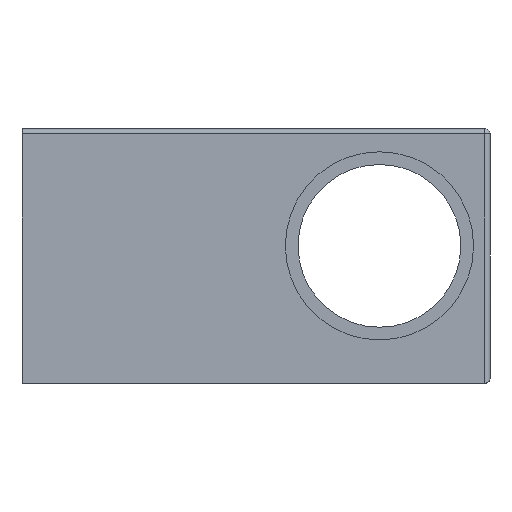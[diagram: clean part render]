
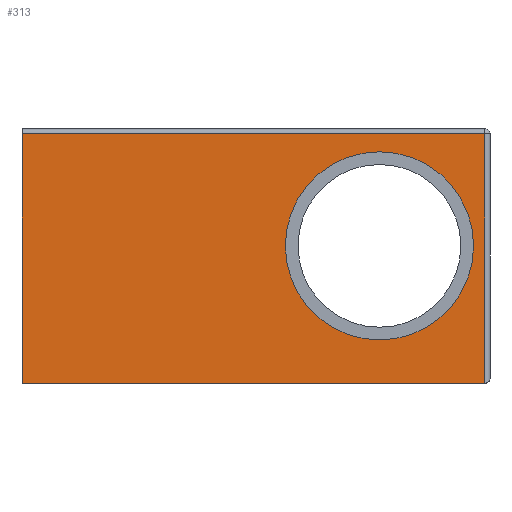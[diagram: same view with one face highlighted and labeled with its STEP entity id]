
A CAD part, front view. The second image highlights one B-rep face of the part: STEP entity #313.
In plain terms, the highlighted planar face has unit normal (0, -1, 0).
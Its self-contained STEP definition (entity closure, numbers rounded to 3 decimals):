
#23=LINE('',#494,#41);
#28=LINE('',#506,#46);
#35=LINE('',#521,#53);
#36=LINE('',#542,#54);
#41=VECTOR('',#395,10.);
#46=VECTOR('',#408,10.);
#53=VECTOR('',#427,10.);
#54=VECTOR('',#456,10.);
#63=PLANE('',#356);
#83=FACE_BOUND('',#137,.T.);
#105=FACE_OUTER_BOUND('',#136,.T.);
#136=EDGE_LOOP('',(#286,#287,#288,#289));
#137=EDGE_LOOP('',(#290));
#154=CIRCLE('',#353,9.25);
#166=VERTEX_POINT('',#487);
#168=VERTEX_POINT('',#492);
#171=VERTEX_POINT('',#500);
#173=VERTEX_POINT('',#519);
#179=VERTEX_POINT('',#538);
#194=EDGE_CURVE('',#168,#166,#23,.T.);
#201=EDGE_CURVE('',#166,#171,#28,.T.);
#209=EDGE_CURVE('',#168,#173,#35,.T.);
#215=EDGE_CURVE('',#179,#179,#154,.T.);
#216=EDGE_CURVE('',#173,#171,#36,.T.);
#286=ORIENTED_EDGE('',*,*,#194,.F.);
#287=ORIENTED_EDGE('',*,*,#209,.T.);
#288=ORIENTED_EDGE('',*,*,#216,.T.);
#289=ORIENTED_EDGE('',*,*,#201,.F.);
#290=ORIENTED_EDGE('',*,*,#215,.T.);
#313=ADVANCED_FACE('',(#105,#83),#63,.F.);
#353=AXIS2_PLACEMENT_3D('',#539,#450,#451);
#356=AXIS2_PLACEMENT_3D('',#543,#457,#458);
#395=DIRECTION('',(1.,0.,0.));
#408=DIRECTION('',(0.,0.,-1.));
#427=DIRECTION('',(0.,0.,-1.));
#450=DIRECTION('center_axis',(0.,1.,0.));
#451=DIRECTION('ref_axis',(1.,0.,0.));
#456=DIRECTION('',(1.,0.,0.));
#457=DIRECTION('center_axis',(0.,1.,0.));
#458=DIRECTION('ref_axis',(0.,0.,1.));
#487=CARTESIAN_POINT('',(-0.5,0.,-0.5));
#492=CARTESIAN_POINT('',(-46.,0.,-0.5));
#494=CARTESIAN_POINT('',(-34.5,0.,-0.5));
#500=CARTESIAN_POINT('',(-0.5,0.,-25.));
#506=CARTESIAN_POINT('',(-0.5,0.,-6.25));
#519=CARTESIAN_POINT('',(-46.,0.,-25.));
#521=CARTESIAN_POINT('',(-46.,0.,0.));
#538=CARTESIAN_POINT('',(-20.116,0.,-11.505));
#539=CARTESIAN_POINT('Origin',(-10.866,0.,-11.505));
#542=CARTESIAN_POINT('',(-46.,0.,-25.));
#543=CARTESIAN_POINT('Origin',(-23.,0.,-12.5));
